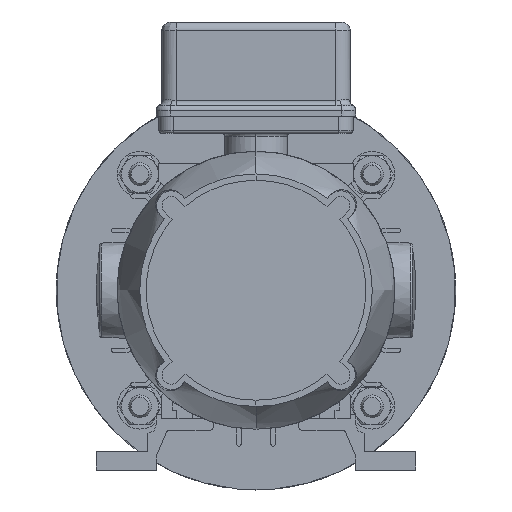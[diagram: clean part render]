
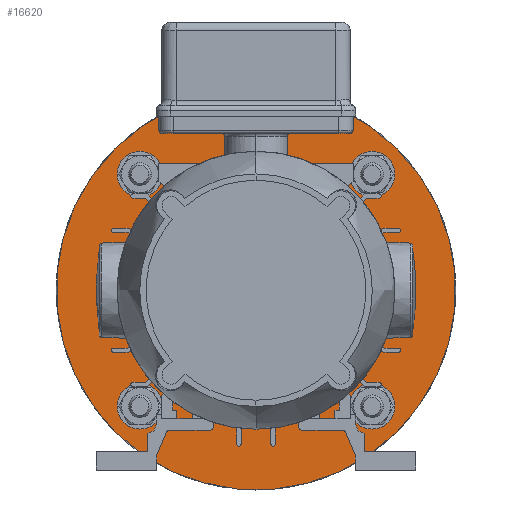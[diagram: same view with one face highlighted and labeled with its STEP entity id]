
A CAD part, front view. The second image highlights one B-rep face of the part: STEP entity #16620.
In plain terms, the highlighted planar face has unit normal (0, -1, 0).
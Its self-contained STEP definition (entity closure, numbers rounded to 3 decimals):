
#87=CARTESIAN_POINT('',(0.,189.5,0.));
#88=DIRECTION('',(0.,-1.,0.));
#89=DIRECTION('',(0.707,0.,-0.707));
#90=AXIS2_PLACEMENT_3D('',#87,#88,#89);
#92=CARTESIAN_POINT('',(0.,189.5,0.));
#93=DIRECTION('',(0.,-1.,0.));
#94=DIRECTION('',(-0.707,0.,0.707));
#95=AXIS2_PLACEMENT_3D('',#92,#93,#94);
#97=CARTESIAN_POINT('',(-40.659,189.5,40.659));
#98=DIRECTION('',(0.,1.,0.));
#99=DIRECTION('',(1.,0.,0.));
#100=AXIS2_PLACEMENT_3D('',#97,#98,#99);
#102=CARTESIAN_POINT('',(-40.659,189.5,40.659));
#103=DIRECTION('',(0.,1.,0.));
#104=DIRECTION('',(-1.,0.,0.));
#105=AXIS2_PLACEMENT_3D('',#102,#103,#104);
#107=CARTESIAN_POINT('',(40.659,189.5,40.659));
#108=DIRECTION('',(0.,1.,0.));
#109=DIRECTION('',(0.,0.,-1.));
#110=AXIS2_PLACEMENT_3D('',#107,#108,#109);
#112=CARTESIAN_POINT('',(40.659,189.5,40.659));
#113=DIRECTION('',(0.,1.,0.));
#114=DIRECTION('',(0.,0.,1.));
#115=AXIS2_PLACEMENT_3D('',#112,#113,#114);
#117=CARTESIAN_POINT('',(40.659,189.5,-40.659));
#118=DIRECTION('',(0.,1.,0.));
#119=DIRECTION('',(-1.,0.,0.));
#120=AXIS2_PLACEMENT_3D('',#117,#118,#119);
#122=CARTESIAN_POINT('',(40.659,189.5,-40.659));
#123=DIRECTION('',(0.,1.,0.));
#124=DIRECTION('',(1.,0.,0.));
#125=AXIS2_PLACEMENT_3D('',#122,#123,#124);
#127=CARTESIAN_POINT('',(-40.659,189.5,-40.659));
#128=DIRECTION('',(0.,1.,0.));
#129=DIRECTION('',(0.,0.,1.));
#130=AXIS2_PLACEMENT_3D('',#127,#128,#129);
#132=CARTESIAN_POINT('',(-40.659,189.5,-40.659));
#133=DIRECTION('',(0.,1.,0.));
#134=DIRECTION('',(0.,0.,-1.));
#135=AXIS2_PLACEMENT_3D('',#132,#133,#134);
#3132=CARTESIAN_POINT('',(0.,189.5,0.));
#3133=DIRECTION('',(0.,-1.,0.));
#3134=DIRECTION('',(0.707,0.,-0.707));
#3135=AXIS2_PLACEMENT_3D('',#3132,#3133,#3134);
#3147=CARTESIAN_POINT('',(0.,189.5,0.));
#3148=DIRECTION('',(0.,-1.,0.));
#3149=DIRECTION('',(-0.707,0.,0.707));
#3150=AXIS2_PLACEMENT_3D('',#3147,#3148,#3149);
#15350=CARTESIAN_POINT('',(49.497,189.5,-49.497));
#15351=CARTESIAN_POINT('',(-49.497,189.5,49.497));
#15352=VERTEX_POINT('',#15350);
#15353=VERTEX_POINT('',#15351);
#15354=CARTESIAN_POINT('',(29.063,189.5,-29.063));
#15355=CARTESIAN_POINT('',(-29.063,189.5,29.063));
#15356=VERTEX_POINT('',#15354);
#15357=VERTEX_POINT('',#15355);
#15362=CARTESIAN_POINT('',(-32.659,189.5,40.659));
#15363=CARTESIAN_POINT('',(-48.659,189.5,40.659));
#15364=VERTEX_POINT('',#15362);
#15365=VERTEX_POINT('',#15363);
#15450=CARTESIAN_POINT('',(40.659,189.5,32.659));
#15451=CARTESIAN_POINT('',(40.659,189.5,48.659));
#15452=VERTEX_POINT('',#15450);
#15453=VERTEX_POINT('',#15451);
#15538=CARTESIAN_POINT('',(32.659,189.5,-40.659));
#15539=CARTESIAN_POINT('',(48.659,189.5,-40.659));
#15540=VERTEX_POINT('',#15538);
#15541=VERTEX_POINT('',#15539);
#15682=CARTESIAN_POINT('',(-40.659,189.5,-32.659));
#15683=CARTESIAN_POINT('',(-40.659,189.5,-48.659));
#15684=VERTEX_POINT('',#15682);
#15685=VERTEX_POINT('',#15683);
#16580=CARTESIAN_POINT('',(0.,189.5,0.));
#16581=DIRECTION('',(0.,-1.,0.));
#16582=DIRECTION('',(-1.,0.,0.));
#16583=AXIS2_PLACEMENT_3D('',#16580,#16581,#16582);
#16584=PLANE('',#16583);
#16586=ORIENTED_EDGE('',*,*,#16585,.F.);
#16588=ORIENTED_EDGE('',*,*,#16587,.F.);
#16589=EDGE_LOOP('',(#16586,#16588));
#16590=FACE_OUTER_BOUND('',#16589,.F.);
#16592=ORIENTED_EDGE('',*,*,#16591,.T.);
#16594=ORIENTED_EDGE('',*,*,#16593,.T.);
#16595=EDGE_LOOP('',(#16592,#16594));
#16596=FACE_BOUND('',#16595,.F.);
#16598=ORIENTED_EDGE('',*,*,#16597,.F.);
#16600=ORIENTED_EDGE('',*,*,#16599,.F.);
#16601=EDGE_LOOP('',(#16598,#16600));
#16602=FACE_BOUND('',#16601,.F.);
#16604=ORIENTED_EDGE('',*,*,#16603,.F.);
#16606=ORIENTED_EDGE('',*,*,#16605,.F.);
#16607=EDGE_LOOP('',(#16604,#16606));
#16608=FACE_BOUND('',#16607,.F.);
#16610=ORIENTED_EDGE('',*,*,#16609,.F.);
#16612=ORIENTED_EDGE('',*,*,#16611,.F.);
#16613=EDGE_LOOP('',(#16610,#16612));
#16614=FACE_BOUND('',#16613,.F.);
#16616=ORIENTED_EDGE('',*,*,#16615,.F.);
#16617=ORIENTED_EDGE('',*,*,#16563,.F.);
#16618=EDGE_LOOP('',(#16616,#16617));
#16619=FACE_BOUND('',#16618,.F.);
#91=CIRCLE('',#90,70.);
#96=CIRCLE('',#95,70.);
#101=CIRCLE('',#100,8.);
#106=CIRCLE('',#105,8.);
#111=CIRCLE('',#110,8.);
#116=CIRCLE('',#115,8.);
#121=CIRCLE('',#120,8.);
#126=CIRCLE('',#125,8.);
#131=CIRCLE('',#130,8.);
#136=CIRCLE('',#135,8.);
#3136=CIRCLE('',#3135,41.101);
#3151=CIRCLE('',#3150,41.101);
#16563=EDGE_CURVE('',#15685,#15684,#136,.T.);
#16585=EDGE_CURVE('',#15352,#15353,#91,.T.);
#16587=EDGE_CURVE('',#15353,#15352,#96,.T.);
#16591=EDGE_CURVE('',#15356,#15357,#3136,.T.);
#16593=EDGE_CURVE('',#15357,#15356,#3151,.T.);
#16597=EDGE_CURVE('',#15364,#15365,#101,.T.);
#16599=EDGE_CURVE('',#15365,#15364,#106,.T.);
#16603=EDGE_CURVE('',#15452,#15453,#111,.T.);
#16605=EDGE_CURVE('',#15453,#15452,#116,.T.);
#16609=EDGE_CURVE('',#15540,#15541,#121,.T.);
#16611=EDGE_CURVE('',#15541,#15540,#126,.T.);
#16615=EDGE_CURVE('',#15684,#15685,#131,.T.);
#16620=ADVANCED_FACE('',(#16590,#16596,#16602,#16608,#16614,#16619),#16584,.T.);
